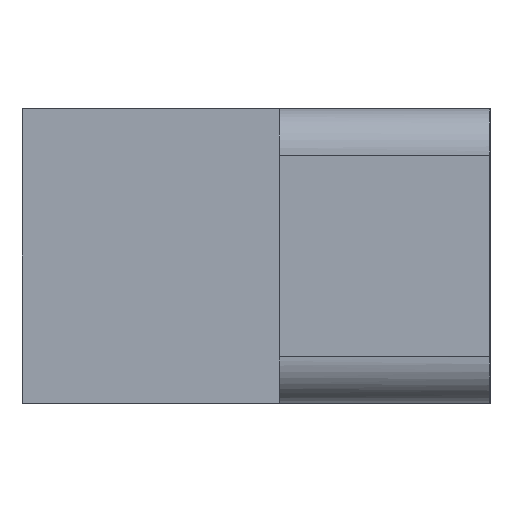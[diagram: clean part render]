
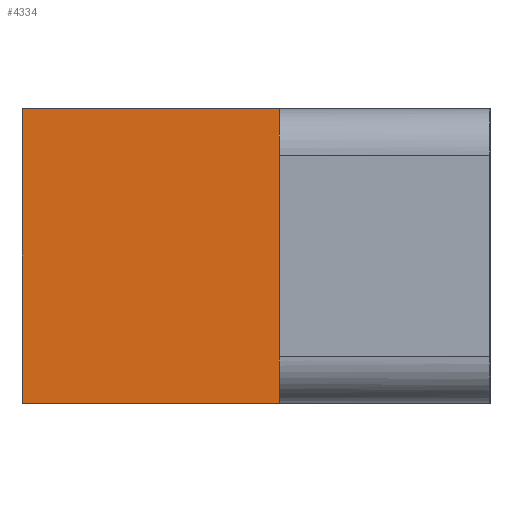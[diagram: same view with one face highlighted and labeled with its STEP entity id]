
A CAD part, left-side view. The second image highlights one B-rep face of the part: STEP entity #4334.
In plain terms, the highlighted free-form (B-spline) face has degree [1, 1] with [2, 2] control points.
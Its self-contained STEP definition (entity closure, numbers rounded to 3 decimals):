
#4088 = VERTEX_POINT('',#4089);
#4089 = CARTESIAN_POINT('',(-48.331,-4.466,
    6.252));
#4122 = VERTEX_POINT('',#4123);
#4123 = CARTESIAN_POINT('',(-48.331,6.451,6.252
    ));
#4128 = EDGE_CURVE('',#4088,#4122,#4129,.T.);
#4129 = B_SPLINE_CURVE_WITH_KNOTS('',1,(#4130,#4131),.UNSPECIFIED.,.F.,
  .F.,(2,2),(0.,11.),.PIECEWISE_BEZIER_KNOTS.);
#4130 = CARTESIAN_POINT('',(-48.331,-4.466,
    6.252));
#4131 = CARTESIAN_POINT('',(-48.331,6.451,6.252
    ));
#4158 = VERTEX_POINT('',#4159);
#4159 = CARTESIAN_POINT('',(-48.331,-4.466,
    -6.252));
#4164 = EDGE_CURVE('',#4158,#4165,#4167,.T.);
#4165 = VERTEX_POINT('',#4166);
#4166 = CARTESIAN_POINT('',(-48.331,6.451,
    -6.252));
#4167 = B_SPLINE_CURVE_WITH_KNOTS('',1,(#4168,#4169),.UNSPECIFIED.,.F.,
  .F.,(2,2),(0.,11.),.PIECEWISE_BEZIER_KNOTS.);
#4168 = CARTESIAN_POINT('',(-48.331,-4.466,
    -6.252));
#4169 = CARTESIAN_POINT('',(-48.331,6.451,
    -6.252));
#4275 = EDGE_CURVE('',#4122,#4165,#4276,.T.);
#4276 = B_SPLINE_CURVE_WITH_KNOTS('',1,(#4277,#4278),.UNSPECIFIED.,.F.,
  .F.,(2,2),(-12.6,-0.),.PIECEWISE_BEZIER_KNOTS.);
#4277 = CARTESIAN_POINT('',(-48.331,6.451,6.252
    ));
#4278 = CARTESIAN_POINT('',(-48.331,6.451,
    -6.252));
#4334 = ADVANCED_FACE('',(#4335),#4345,.F.);
#4335 = FACE_BOUND('',#4336,.T.);
#4336 = EDGE_LOOP('',(#4337,#4338,#4339,#4344));
#4337 = ORIENTED_EDGE('',*,*,#4275,.T.);
#4338 = ORIENTED_EDGE('',*,*,#4164,.F.);
#4339 = ORIENTED_EDGE('',*,*,#4340,.F.);
#4340 = EDGE_CURVE('',#4088,#4158,#4341,.T.);
#4341 = B_SPLINE_CURVE_WITH_KNOTS('',1,(#4342,#4343),.UNSPECIFIED.,.F.,
  .F.,(2,2),(-12.6,-0.),.PIECEWISE_BEZIER_KNOTS.);
#4342 = CARTESIAN_POINT('',(-48.331,-4.466,
    6.252));
#4343 = CARTESIAN_POINT('',(-48.331,-4.466,
    -6.252));
#4344 = ORIENTED_EDGE('',*,*,#4128,.T.);
#4345 = B_SPLINE_SURFACE_WITH_KNOTS('',1,1,(
    (#4346,#4347)
    ,(#4348,#4349
    )),.UNSPECIFIED.,.F.,.F.,.F.,(2,2),(2,2),(-12.6,0.),(0.,11.),
  .PIECEWISE_BEZIER_KNOTS.);
#4346 = CARTESIAN_POINT('',(-48.331,-4.466,
    6.252));
#4347 = CARTESIAN_POINT('',(-48.331,6.451,6.252
    ));
#4348 = CARTESIAN_POINT('',(-48.331,-4.466,
    -6.252));
#4349 = CARTESIAN_POINT('',(-48.331,6.451,
    -6.252));
